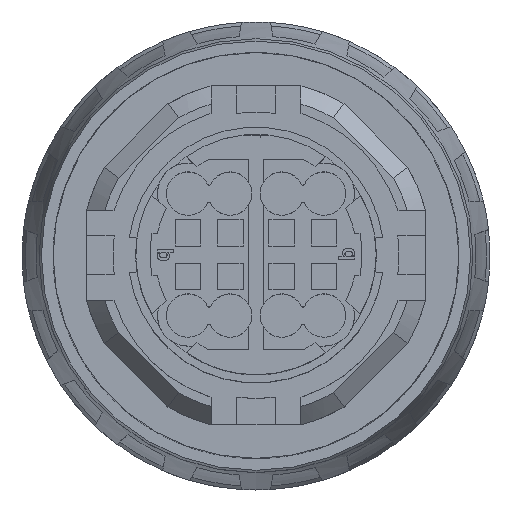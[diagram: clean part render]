
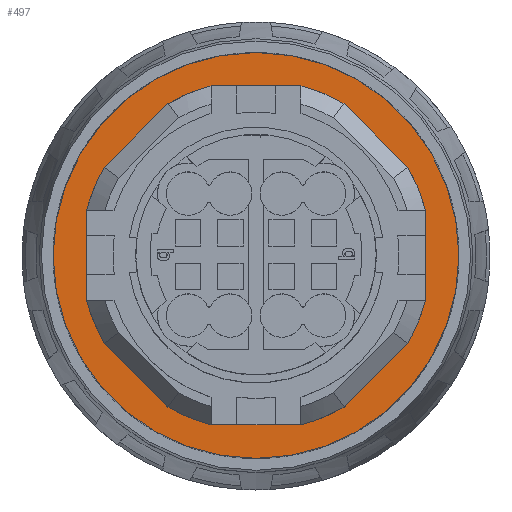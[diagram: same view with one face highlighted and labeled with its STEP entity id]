
A CAD part, top view. The second image highlights one B-rep face of the part: STEP entity #497.
In plain terms, the highlighted planar face has unit normal (0, 0, 1).
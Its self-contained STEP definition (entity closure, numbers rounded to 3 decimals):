
#497 = ADVANCED_FACE( '', ( #1439, #1440 ), #1441, .T. );
#1439 = FACE_BOUND( '', #2862, .T. );
#1440 = FACE_OUTER_BOUND( '', #2863, .T. );
#1441 = PLANE( '', #2864 );
#2862 = EDGE_LOOP( '', ( #4355 ) );
#2863 = EDGE_LOOP( '', ( #4356 ) );
#2864 = AXIS2_PLACEMENT_3D( '', #4357, #4358, #4359 );
#4355 = ORIENTED_EDGE( '', *, *, #8811, .F. );
#4356 = ORIENTED_EDGE( '', *, *, #8812, .F. );
#4357 = CARTESIAN_POINT( '', ( -8.575, 0., -42.5 ) );
#4358 = DIRECTION( '', ( 0., 0., 1. ) );
#4359 = DIRECTION( '', ( 0., 1., 0. ) );
#8811 = EDGE_CURVE( '', #10553, #10553, #10554, .T. );
#8812 = EDGE_CURVE( '', #10555, #10555, #10556, .F. );
#10553 = VERTEX_POINT( '', #13109 );
#10554 = CIRCLE( '', #13110, 14.25 );
#10555 = VERTEX_POINT( '', #13111 );
#10556 = CIRCLE( '', #13112, 17.3 );
#13109 = CARTESIAN_POINT( '', ( 0., -14.25, -42.5 ) );
#13110 = AXIS2_PLACEMENT_3D( '', #16747, #16748, #16749 );
#13111 = CARTESIAN_POINT( '', ( -17.3, 0., -42.5 ) );
#13112 = AXIS2_PLACEMENT_3D( '', #16750, #16751, #16752 );
#16747 = CARTESIAN_POINT( '', ( 0., 0., -42.5 ) );
#16748 = DIRECTION( '', ( 0., 0., 1. ) );
#16749 = DIRECTION( '', ( 0., -1., 0. ) );
#16750 = CARTESIAN_POINT( '', ( 0., 0., -42.5 ) );
#16751 = DIRECTION( '', ( 0., 0., 1. ) );
#16752 = DIRECTION( '', ( -1., 0., 0. ) );
